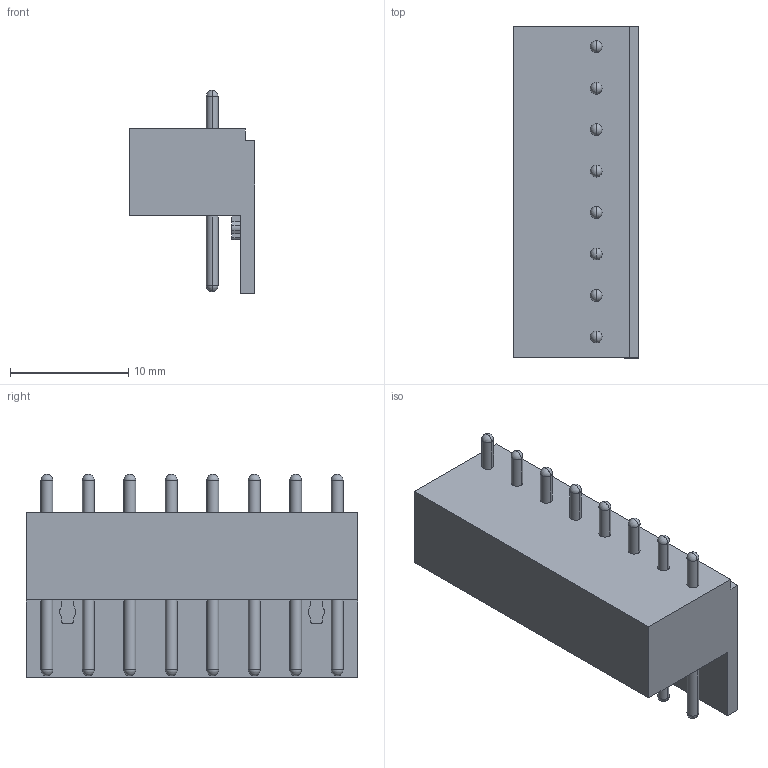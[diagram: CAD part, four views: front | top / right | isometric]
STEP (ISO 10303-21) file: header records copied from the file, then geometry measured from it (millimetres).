
FILE_DESCRIPTION((''),'2;1');
FILE_NAME('TL007T-XXP','2024-11-13T14:12:12',('sheji'),(''),'CREO PARAMETRIC BY PTC INC, 2018100','CREO PARAMETRIC BY PTC INC, 2018100','');
FILE_SCHEMA(('CONFIG_CONTROL_DESIGN'));
Length unit declared in the file: millimetre
Products named in the file (1): TL007T-XXP
Bounding box: 10.6 x 28 x 17.15 mm (x, y, z)
Volume: 2441 mm3; surface area: 1777.9 mm2
Topology: 1 solids, 1 shells, 102 faces, 268 edges, 152 vertices
Faces by surface type: cylinder 40, sphere 32, plane 30
Entity records: 2962 total; most frequent: DIRECTION 552, CARTESIAN_POINT 490, ORIENTED_EDGE 472, EDGE_CURVE 236, AXIS2_PLACEMENT_3D 214, VERTEX_POINT 152, VECTOR 124, LINE 124
